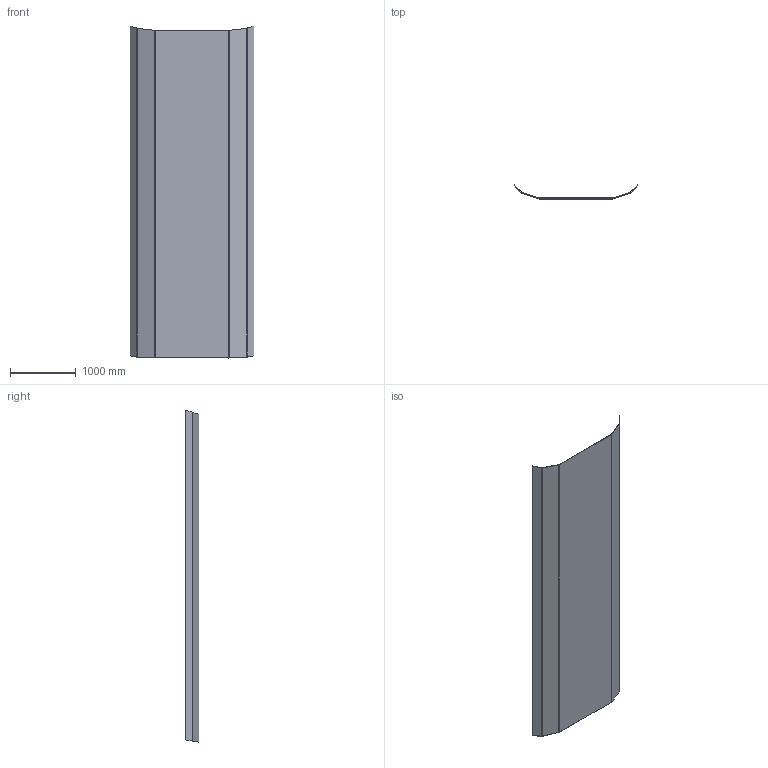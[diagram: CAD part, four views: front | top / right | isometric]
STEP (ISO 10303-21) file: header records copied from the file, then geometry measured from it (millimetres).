
FILE_DESCRIPTION (( 'STEP AP203' ), '1' );
FILE_NAME ('M5 - erp33360_TABAN 8 MM ST.IGS_Default_sldprt.STEP', '2023-01-17T08:13:12', ( '' ), ( '' ), 'SwSTEP 2.0', 'SolidWorks 2019', '' );
FILE_SCHEMA (( 'CONFIG_CONTROL_DESIGN' ));
Length unit declared in the file: millimetre
Products named in the file (1): M5 - erp33360_TABAN 8 MM ST.IGS_Default_sldprt
Bounding box: 1888.78 x 207.19 x 5064.21 mm (x, y, z)
Volume: 80181113.4 mm3; surface area: 20157953.4 mm2
Topology: 1 solids, 1 shells, 38 faces, 76 edges, 40 vertices
Faces by surface type: bspline 38
Entity records: 1137 total; most frequent: CARTESIAN_POINT 601, ORIENTED_EDGE 152, EDGE_CURVE 76, B_SPLINE_CURVE_WITH_KNOTS 48, VERTEX_POINT 40, ADVANCED_FACE 38, FACE_OUTER_BOUND 38, EDGE_LOOP 38
